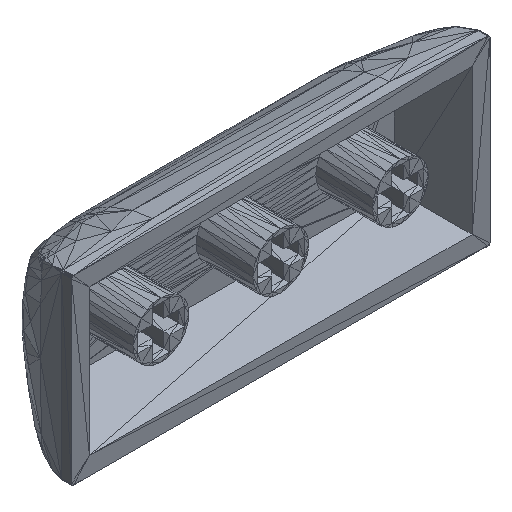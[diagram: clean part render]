
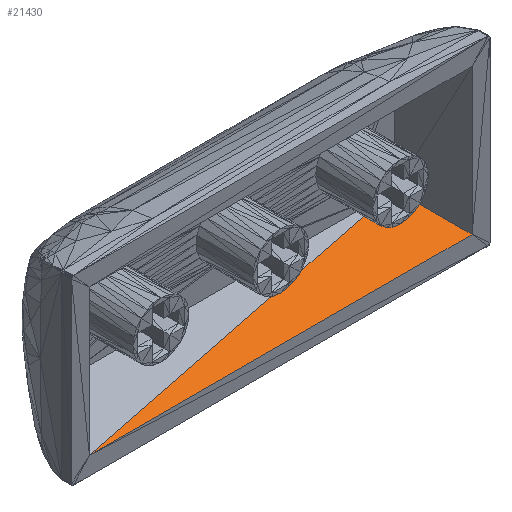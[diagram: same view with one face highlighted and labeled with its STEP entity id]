
A CAD part, isometric view. The second image highlights one B-rep face of the part: STEP entity #21430.
In plain terms, the highlighted planar face has unit normal (0, -0.346, 0.938).
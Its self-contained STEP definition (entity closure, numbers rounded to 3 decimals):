
#11398 = VERTEX_POINT('',#11399);
#11399 = CARTESIAN_POINT('',(-7.549,0.,-2.874));
#20941 = VERTEX_POINT('',#20942);
#20942 = CARTESIAN_POINT('',(6.722,2.244,
    -2.047));
#21412 = EDGE_CURVE('',#20941,#21413,#21415,.T.);
#21413 = VERTEX_POINT('',#21414);
#21414 = CARTESIAN_POINT('',(7.549,0.,-2.874));
#21415 = LINE('',#21416,#21417);
#21416 = CARTESIAN_POINT('',(6.722,2.244,
    -2.047));
#21417 = VECTOR('',#21418,1.);
#21418 = DIRECTION('',(0.327,-0.887,-0.327));
#21430 = ADVANCED_FACE('',(#21431),#21446,.T.);
#21431 = FACE_BOUND('',#21432,.T.);
#21432 = EDGE_LOOP('',(#21433,#21439,#21445));
#21433 = ORIENTED_EDGE('',*,*,#21434,.T.);
#21434 = EDGE_CURVE('',#20941,#11398,#21435,.T.);
#21435 = LINE('',#21436,#21437);
#21436 = CARTESIAN_POINT('',(6.722,2.244,
    -2.047));
#21437 = VECTOR('',#21438,1.);
#21438 = DIRECTION('',(-0.986,-0.155,
    -0.057));
#21439 = ORIENTED_EDGE('',*,*,#21440,.T.);
#21440 = EDGE_CURVE('',#11398,#21413,#21441,.T.);
#21441 = LINE('',#21442,#21443);
#21442 = CARTESIAN_POINT('',(-7.549,0.,-2.874));
#21443 = VECTOR('',#21444,1.);
#21444 = DIRECTION('',(1.,0.,0.));
#21445 = ORIENTED_EDGE('',*,*,#21412,.F.);
#21446 = PLANE('',#21447);
#21447 = AXIS2_PLACEMENT_3D('',#21448,#21449,#21450);
#21448 = CARTESIAN_POINT('',(0.376,0.594,
    -2.655));
#21449 = DIRECTION('',(0.,-0.346,
    0.938));
#21450 = DIRECTION('',(0.,0.938,0.346
    ));
